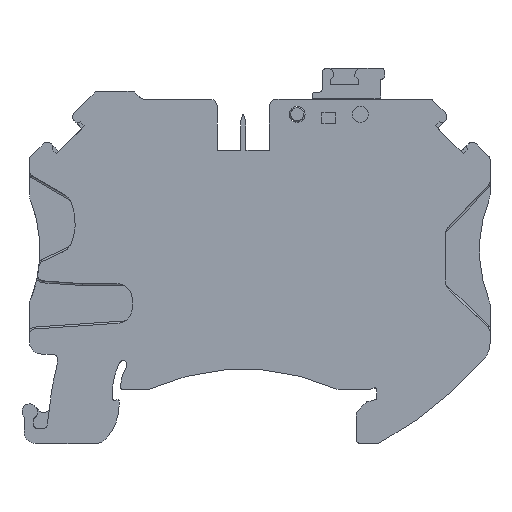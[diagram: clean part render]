
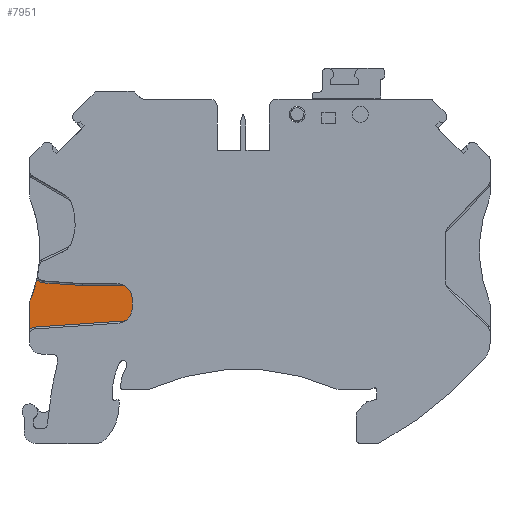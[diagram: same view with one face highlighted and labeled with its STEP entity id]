
A CAD part, front view. The second image highlights one B-rep face of the part: STEP entity #7951.
In plain terms, the highlighted planar face has unit normal (0, -1, 0).
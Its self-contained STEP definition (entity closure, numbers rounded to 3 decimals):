
#298=CIRCLE('',#8374,1.);
#303=CIRCLE('',#8393,1.);
#305=CIRCLE('',#8396,17.875);
#306=CIRCLE('',#8397,2.525);
#928=ORIENTED_EDGE('',*,*,#2493,.T.);
#929=ORIENTED_EDGE('',*,*,#2312,.T.);
#930=ORIENTED_EDGE('',*,*,#2503,.T.);
#931=ORIENTED_EDGE('',*,*,#2517,.T.);
#932=ORIENTED_EDGE('',*,*,#2520,.T.);
#933=ORIENTED_EDGE('',*,*,#2522,.T.);
#934=ORIENTED_EDGE('',*,*,#2523,.T.);
#935=ORIENTED_EDGE('',*,*,#2524,.F.);
#936=ORIENTED_EDGE('',*,*,#2491,.T.);
#2312=EDGE_CURVE('',#3133,#3137,#3716,.F.);
#2491=EDGE_CURVE('',#3303,#3305,#298,.T.);
#2493=EDGE_CURVE('',#3305,#3133,#3807,.T.);
#2503=EDGE_CURVE('',#3137,#3313,#3812,.T.);
#2517=EDGE_CURVE('',#3313,#3323,#3819,.T.);
#2520=EDGE_CURVE('',#3323,#3324,#303,.T.);
#2522=EDGE_CURVE('',#3324,#3326,#305,.T.);
#2523=EDGE_CURVE('',#3326,#3327,#306,.F.);
#2524=EDGE_CURVE('',#3303,#3327,#3821,.T.);
#3133=VERTEX_POINT('',#10755);
#3137=VERTEX_POINT('',#10764);
#3303=VERTEX_POINT('',#11194);
#3305=VERTEX_POINT('',#11198);
#3313=VERTEX_POINT('',#11231);
#3323=VERTEX_POINT('',#11264);
#3324=VERTEX_POINT('',#11272);
#3326=VERTEX_POINT('',#11278);
#3327=VERTEX_POINT('',#11280);
#3716=LINE('',#10768,#4278);
#3807=LINE('',#11202,#4369);
#3812=LINE('',#11230,#4374);
#3819=LINE('',#11265,#4381);
#3821=LINE('',#11281,#4383);
#4278=VECTOR('',#9030,1000.);
#4369=VECTOR('',#9313,1000.);
#4374=VECTOR('',#9332,1000.);
#4381=VECTOR('',#9357,1000.);
#4383=VECTOR('',#9371,1000.);
#4827=EDGE_LOOP('',(#928,#929,#930,#931,#932,#933,#934,#935,#936));
#5180=FACE_BOUND('',#4827,.T.);
#5493=PLANE('',#8395);
#7951=ADVANCED_FACE('',(#5180),#5493,.F.);
#8374=AXIS2_PLACEMENT_3D('',#11199,#9308,#9309);
#8393=AXIS2_PLACEMENT_3D('',#11274,#9361,#9362);
#8395=AXIS2_PLACEMENT_3D('',#11276,#9365,#9366);
#8396=AXIS2_PLACEMENT_3D('',#11277,#9367,#9368);
#8397=AXIS2_PLACEMENT_3D('',#11279,#9369,#9370);
#9030=DIRECTION('',(0.,0.,-1.));
#9308=DIRECTION('',(0.,1.,0.));
#9309=DIRECTION('',(0.,0.,1.));
#9313=DIRECTION('',(0.998,0.,0.068));
#9332=DIRECTION('',(-1.,0.,0.));
#9357=DIRECTION('',(-0.998,0.,0.07));
#9361=DIRECTION('',(0.,1.,0.));
#9362=DIRECTION('',(0.,0.,1.));
#9365=DIRECTION('',(0.,1.,0.));
#9366=DIRECTION('',(0.,0.,1.));
#9367=DIRECTION('',(0.,1.,0.));
#9368=DIRECTION('',(0.,0.,1.));
#9369=DIRECTION('',(0.,1.,0.));
#9370=DIRECTION('',(0.,0.,1.));
#9371=DIRECTION('',(0.,0.,1.));
#10755=CARTESIAN_POINT('',(-15.614,1.7,-11.291));
#10764=CARTESIAN_POINT('',(-15.614,1.7,-6.75));
#10768=CARTESIAN_POINT('',(-15.614,1.7,-6.75));
#11194=CARTESIAN_POINT('',(-29.7,1.7,-12.539));
#11198=CARTESIAN_POINT('',(-29.018,1.7,-12.203));
#11199=CARTESIAN_POINT('',(-28.95,1.7,-13.201));
#11202=CARTESIAN_POINT('',(-52.585,1.7,-13.807));
#11230=CARTESIAN_POINT('',(-22.7,1.7,-6.75));
#11231=CARTESIAN_POINT('',(-22.709,1.7,-6.75));
#11264=CARTESIAN_POINT('',(-27.942,1.7,-6.384));
#11265=CARTESIAN_POINT('',(-53.895,1.7,-4.569));
#11272=CARTESIAN_POINT('',(-28.737,1.7,-5.889));
#11274=CARTESIAN_POINT('',(-27.872,1.7,-5.386));
#11276=CARTESIAN_POINT('',(-53.55,1.7,0.37));
#11277=CARTESIAN_POINT('',(-46.2,1.7,-2.074));
#11278=CARTESIAN_POINT('',(-29.56,1.7,-8.602));
#11279=CARTESIAN_POINT('',(-27.175,1.7,-9.432));
#11280=CARTESIAN_POINT('',(-29.7,1.7,-9.402));
#11281=CARTESIAN_POINT('',(-29.7,1.7,-12.5));
